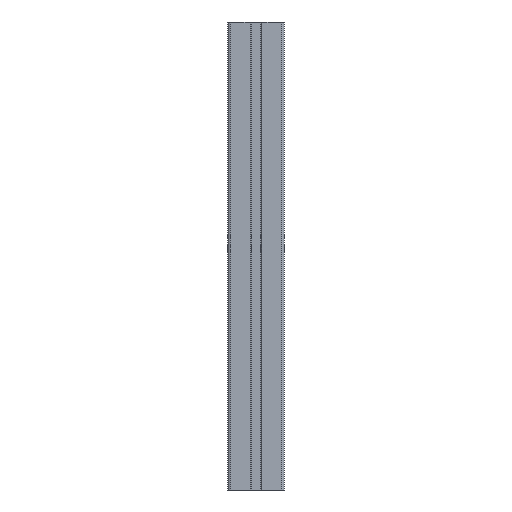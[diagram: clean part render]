
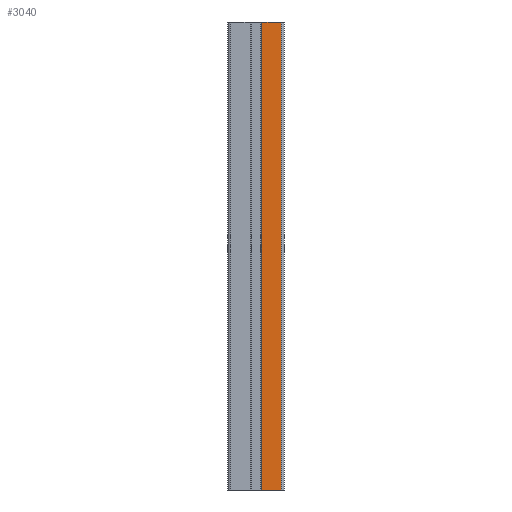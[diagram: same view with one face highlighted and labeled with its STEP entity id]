
A CAD part, left-side view. The second image highlights one B-rep face of the part: STEP entity #3040.
In plain terms, the highlighted planar face has unit normal (-1, 0, 0).
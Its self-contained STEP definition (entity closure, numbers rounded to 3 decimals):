
#899 = VERTEX_POINT ( 'NONE', #4871 ) ;
#1517 = VERTEX_POINT ( 'NONE', #5928 ) ;
#1557 = VERTEX_POINT ( 'NONE', #6041 ) ;
#1566 = EDGE_CURVE ( 'NONE', #1517, #1557, #6062, .T. ) ;
#2626 = VERTEX_POINT ( 'NONE', #7928 ) ;
#2682 = EDGE_CURVE ( 'NONE', #899, #2626, #7975, .T. ) ;
#2977 = ORIENTED_EDGE ( 'NONE', *, *, #3036, .F. ) ;
#2979 = ORIENTED_EDGE ( 'NONE', *, *, #3001, .T. ) ;
#2980 = ORIENTED_EDGE ( 'NONE', *, *, #1566, .F. ) ;
#2981 = ORIENTED_EDGE ( 'NONE', *, *, #2682, .T. ) ;
#2989 = EDGE_LOOP ( 'NONE', ( #2981, #2977, #2980, #2979 ) ) ;
#3001 = EDGE_CURVE ( 'NONE', #1517, #899, #8611, .T. ) ;
#3036 = EDGE_CURVE ( 'NONE', #1557, #2626, #8675, .T. ) ;
#3040 = ADVANCED_FACE ( 'NONE', ( #8671 ), #8635, .F. ) ;
#4871 = CARTESIAN_POINT ( 'NONE',  ( -9689.031, -8041.425, 0. ) ) ;
#5928 = CARTESIAN_POINT ( 'NONE',  ( -9689.031, -8041.425, 500. ) ) ;
#6041 = CARTESIAN_POINT ( 'NONE',  ( -9689.031, -8062.125, 500. ) ) ;
#6060 = DIRECTION ( 'NONE',  ( 0., -1., 0. ) ) ;
#6061 = VECTOR ( 'NONE', #6060, 1000. ) ;
#6062 = LINE ( 'NONE', #6070, #6061 ) ;
#6070 = CARTESIAN_POINT ( 'NONE',  ( -9689.031, -8041.425, 500. ) ) ;
#7928 = CARTESIAN_POINT ( 'NONE',  ( -9689.031, -8062.125, 0. ) ) ;
#7968 = DIRECTION ( 'NONE',  ( 0., -1., 0. ) ) ;
#7969 = CARTESIAN_POINT ( 'NONE',  ( -9689.031, -8041.425, 0. ) ) ;
#7975 = LINE ( 'NONE', #7969, #8026 ) ;
#8026 = VECTOR ( 'NONE', #7968, 1000. ) ;
#8562 = CARTESIAN_POINT ( 'NONE',  ( -9689.031, -8041.425, 500. ) ) ;
#8609 = DIRECTION ( 'NONE',  ( 0., 0., -1. ) ) ;
#8610 = VECTOR ( 'NONE', #8609, 1000. ) ;
#8611 = LINE ( 'NONE', #8562, #8610 ) ;
#8635 = PLANE ( 'NONE',  #8672 ) ;
#8646 = CARTESIAN_POINT ( 'NONE',  ( -9689.031, -8062.125, 500. ) ) ;
#8660 = DIRECTION ( 'NONE',  ( 0., 1., 0. ) ) ;
#8668 = DIRECTION ( 'NONE',  ( 1., 0., 0. ) ) ;
#8669 = CARTESIAN_POINT ( 'NONE',  ( -9689.031, -8041.425, 500. ) ) ;
#8671 = FACE_OUTER_BOUND ( 'NONE', #2989, .T. ) ;
#8672 = AXIS2_PLACEMENT_3D ( 'NONE', #8669, #8668, #8660 ) ;
#8673 = DIRECTION ( 'NONE',  ( 0., 0., -1. ) ) ;
#8674 = VECTOR ( 'NONE', #8673, 1000. ) ;
#8675 = LINE ( 'NONE', #8646, #8674 ) ;
